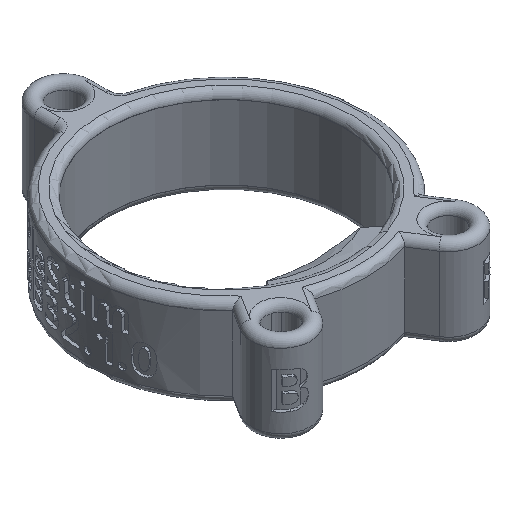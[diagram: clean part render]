
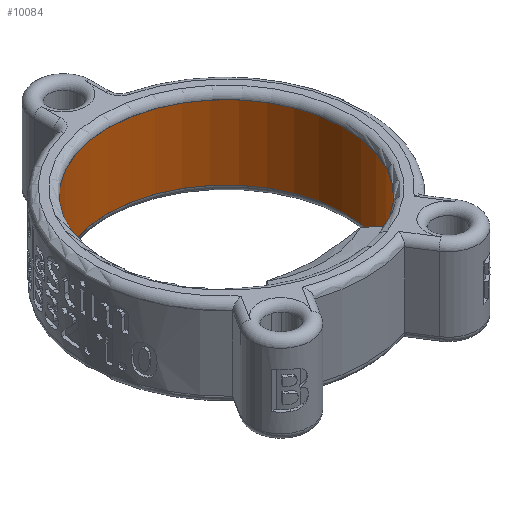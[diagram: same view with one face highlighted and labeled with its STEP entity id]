
A CAD part, isometric view. The second image highlights one B-rep face of the part: STEP entity #10084.
In plain terms, the highlighted cylindrical face has radius 16 mm (diameter 32 mm), a partial arc.
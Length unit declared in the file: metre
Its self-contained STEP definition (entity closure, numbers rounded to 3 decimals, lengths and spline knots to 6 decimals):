
#911=CYLINDRICAL_SURFACE('',#10736,0.016);
#1072=LINE('',#13710,#1784);
#1073=LINE('',#13711,#1785);
#1784=VECTOR('',#11516,1.);
#1785=VECTOR('',#11517,1.);
#2588=ORIENTED_EDGE('',*,*,#5718,.T.);
#2589=ORIENTED_EDGE('',*,*,#5739,.T.);
#2590=ORIENTED_EDGE('',*,*,#5726,.F.);
#2591=ORIENTED_EDGE('',*,*,#5740,.F.);
#5718=EDGE_CURVE('',#7303,#7302,#8338,.T.);
#5726=EDGE_CURVE('',#7309,#7311,#8342,.T.);
#5739=EDGE_CURVE('',#7302,#7311,#1072,.T.);
#5740=EDGE_CURVE('',#7303,#7309,#1073,.T.);
#7302=VERTEX_POINT('',#13667);
#7303=VERTEX_POINT('',#13669);
#7309=VERTEX_POINT('',#13683);
#7311=VERTEX_POINT('',#13686);
#8338=CIRCLE('',#10724,0.016);
#8342=CIRCLE('',#10729,0.016);
#8593=EDGE_LOOP('',(#2588,#2589,#2590,#2591));
#9234=FACE_BOUND('',#8593,.T.);
#10084=ADVANCED_FACE('',(#9234),#911,.F.);
#10724=AXIS2_PLACEMENT_3D('',#13668,#11479,#11480);
#10729=AXIS2_PLACEMENT_3D('',#13685,#11493,#11494);
#10736=AXIS2_PLACEMENT_3D('',#13709,#11514,#11515);
#11479=DIRECTION('',(0.,0.,1.));
#11480=DIRECTION('',(1.,0.,0.));
#11493=DIRECTION('',(0.,0.,1.));
#11494=DIRECTION('',(1.,0.,0.));
#11514=DIRECTION('',(0.,0.,-1.));
#11515=DIRECTION('',(-1.,0.,0.));
#11516=DIRECTION('',(0.,0.,-1.));
#11517=DIRECTION('',(0.,0.,-1.));
#13667=CARTESIAN_POINT('',(-0.008597,-0.013494,0.005));
#13668=CARTESIAN_POINT('',(0.,0.,0.005));
#13669=CARTESIAN_POINT('',(0.008597,-0.013494,0.005));
#13683=CARTESIAN_POINT('',(0.008597,-0.013494,-0.005));
#13685=CARTESIAN_POINT('',(0.,0.,-0.005));
#13686=CARTESIAN_POINT('',(-0.008597,-0.013494,-0.005));
#13709=CARTESIAN_POINT('',(0.,0.,0.005));
#13710=CARTESIAN_POINT('',(-0.008597,-0.013494,0.006002));
#13711=CARTESIAN_POINT('',(0.008597,-0.013494,0.006002));
